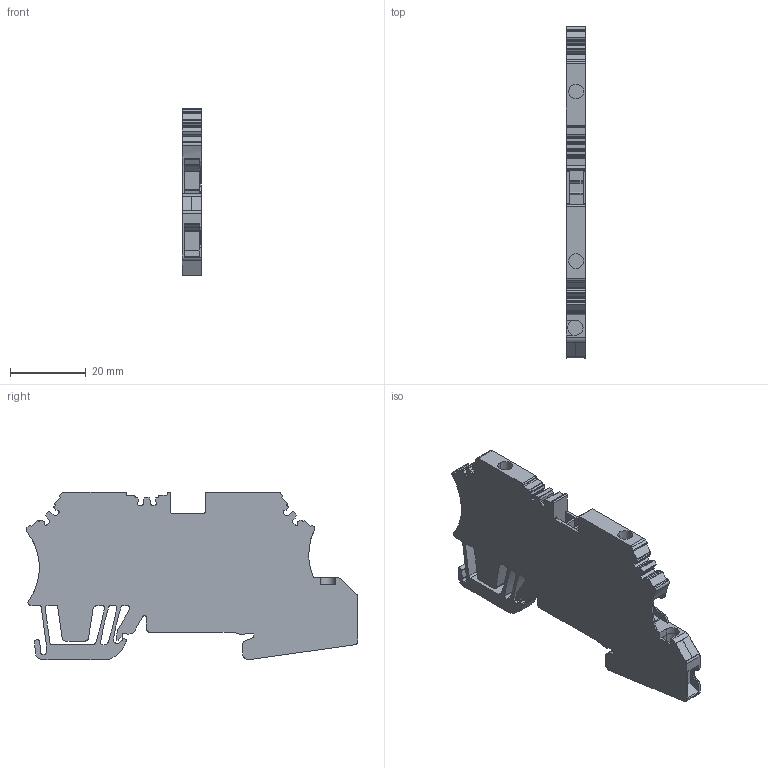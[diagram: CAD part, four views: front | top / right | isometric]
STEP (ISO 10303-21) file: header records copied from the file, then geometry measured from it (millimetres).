
FILE_DESCRIPTION(('CATIA V5 STEP Exchange','CAx-IF Rec.Pracs.--- Model Styling and Organization---1.4--- 2014-01-23'),'2;1');
FILE_NAME ('D1450375_0', '2019-12-16T12:05:29+00:00', ('none'), ('Weidmueller'), 'CATIA Version 5-6 Release 2016 SP3 HF44', 'CATIA V5 STEP AP214', 'none');
FILE_SCHEMA(('AUTOMOTIVE_DESIGN { 1 0 10303 214 1 1 1 1 }'));
Length unit declared in the file: millimetre
Products named in the file (1): 1270050000_WMF_2-5_PE_BL
Bounding box: 5.08 x 87.73 x 44.25 mm (x, y, z)
Volume: 13122.6 mm3; surface area: 9162.8 mm2
Topology: 3 solids, 4 shells, 420 faces, 1236 edges, 833 vertices
Faces by surface type: plane 212, cylinder 149, extrusion 54, torus 3, cone 2
Entity records: 14039 total; most frequent: CARTESIAN_POINT 3213, ORIENTED_EDGE 2472, DIRECTION 1802, EDGE_CURVE 1236, VECTOR 840, VERTEX_POINT 833, LINE 786, AXIS2_PLACEMENT_3D 645
